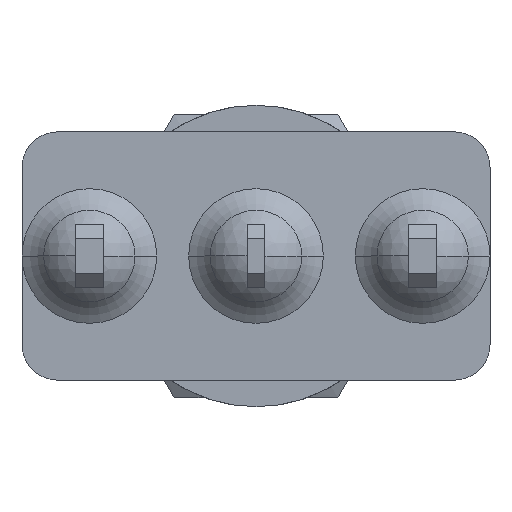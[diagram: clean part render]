
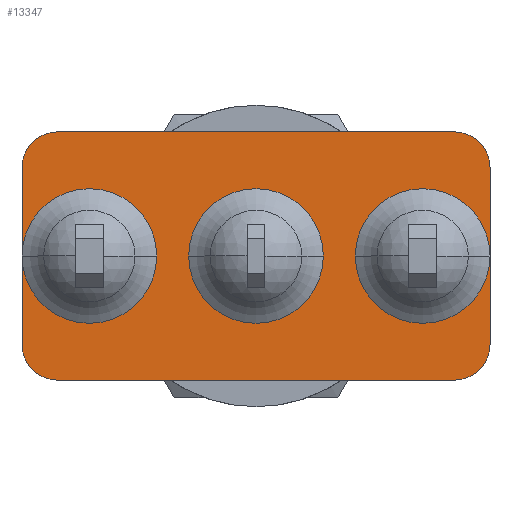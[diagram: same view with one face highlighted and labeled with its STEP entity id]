
A CAD part, front view. The second image highlights one B-rep face of the part: STEP entity #13347.
In plain terms, the highlighted planar face has unit normal (0, -1, 0).
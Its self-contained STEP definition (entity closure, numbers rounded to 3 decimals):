
#48 = CARTESIAN_POINT ( 'NONE',  ( -5.6, -12., -3.5 ) ) ;
#49 = CARTESIAN_POINT ( 'NONE',  ( 5.6, -12., -3.5 ) ) ;
#67 = CARTESIAN_POINT ( 'NONE',  ( 6.6, -12., 0. ) ) ;
#129 = CARTESIAN_POINT ( 'NONE',  ( 2.8, -12., 0. ) ) ;
#137 = CARTESIAN_POINT ( 'NONE',  ( -2.8, -12., 0. ) ) ;
#140 = CARTESIAN_POINT ( 'NONE',  ( -6.6, -12., 0. ) ) ;
#182 = CARTESIAN_POINT ( 'NONE',  ( 1.9, -12., 0. ) ) ;
#188 = CARTESIAN_POINT ( 'NONE',  ( -1.9, -12., 0. ) ) ;
#1799 = CARTESIAN_POINT ( 'NONE',  ( 5.6, -12., 3.5 ) ) ;
#1800 = CARTESIAN_POINT ( 'NONE',  ( 6.6, -12., 2.5 ) ) ;
#1803 = CARTESIAN_POINT ( 'NONE',  ( -5.6, -12., 3.5 ) ) ;
#1805 = CARTESIAN_POINT ( 'NONE',  ( -6.6, -12., 2.5 ) ) ;
#1809 = CARTESIAN_POINT ( 'NONE',  ( -6.6, -12., -2.5 ) ) ;
#1810 = CARTESIAN_POINT ( 'NONE',  ( 6.6, -12., -2.5 ) ) ;
#2544 = ORIENTED_EDGE ( 'NONE', *, *, #12521, .T. ) ;
#2545 = ORIENTED_EDGE ( 'NONE', *, *, #12432, .T. ) ;
#2546 = ORIENTED_EDGE ( 'NONE', *, *, #12522, .T. ) ;
#2547 = ORIENTED_EDGE ( 'NONE', *, *, #12444, .T. ) ;
#2548 = ORIENTED_EDGE ( 'NONE', *, *, #12518, .T. ) ;
#2549 = ORIENTED_EDGE ( 'NONE', *, *, #12519, .T. ) ;
#2550 = ORIENTED_EDGE ( 'NONE', *, *, #12517, .T. ) ;
#2551 = ORIENTED_EDGE ( 'NONE', *, *, #12520, .T. ) ;
#2552 = ORIENTED_EDGE ( 'NONE', *, *, #12523, .T. ) ;
#2553 = ORIENTED_EDGE ( 'NONE', *, *, #12524, .T. ) ;
#2554 = ORIENTED_EDGE ( 'NONE', *, *, #12525, .T. ) ;
#2555 = ORIENTED_EDGE ( 'NONE', *, *, #12436, .T. ) ;
#2556 = ORIENTED_EDGE ( 'NONE', *, *, #12527, .T. ) ;
#2557 = ORIENTED_EDGE ( 'NONE', *, *, #12529, .T. ) ;
#2558 = ORIENTED_EDGE ( 'NONE', *, *, #12526, .T. ) ;
#2559 = ORIENTED_EDGE ( 'NONE', *, *, #12528, .T. ) ;
#2668 = DIRECTION ( 'NONE',  ( -1., 0., 0. ) ) ;
#2669 = DIRECTION ( 'NONE',  ( 0., 1., 0. ) ) ;
#2671 = CARTESIAN_POINT ( 'NONE',  ( 4.7, -12., 0. ) ) ;
#2692 = DIRECTION ( 'NONE',  ( -1., 0., 0. ) ) ;
#2693 = DIRECTION ( 'NONE',  ( 0., 1., 0. ) ) ;
#2699 = CARTESIAN_POINT ( 'NONE',  ( -4.7, -12., 0. ) ) ;
#2704 = DIRECTION ( 'NONE',  ( -1., 0., 0. ) ) ;
#2705 = DIRECTION ( 'NONE',  ( 0., 1., 0. ) ) ;
#2714 = CARTESIAN_POINT ( 'NONE',  ( 0., -12., 0. ) ) ;
#4655 = VERTEX_POINT ( 'NONE', #188 ) ;
#4661 = VERTEX_POINT ( 'NONE', #182 ) ;
#4707 = VERTEX_POINT ( 'NONE', #140 ) ;
#4711 = VERTEX_POINT ( 'NONE', #137 ) ;
#4719 = VERTEX_POINT ( 'NONE', #129 ) ;
#4793 = VERTEX_POINT ( 'NONE', #67 ) ;
#4815 = VERTEX_POINT ( 'NONE', #49 ) ;
#4816 = VERTEX_POINT ( 'NONE', #48 ) ;
#4905 = VERTEX_POINT ( 'NONE', #1810 ) ;
#4906 = VERTEX_POINT ( 'NONE', #1809 ) ;
#4910 = VERTEX_POINT ( 'NONE', #1805 ) ;
#4912 = VERTEX_POINT ( 'NONE', #1803 ) ;
#4915 = VERTEX_POINT ( 'NONE', #1800 ) ;
#4916 = VERTEX_POINT ( 'NONE', #1799 ) ;
#6240 = DIRECTION ( 'NONE',  ( 0., 0., -1. ) ) ;
#6241 = DIRECTION ( 'NONE',  ( 0., -1., 0. ) ) ;
#6243 = DIRECTION ( 'NONE',  ( 0., 0., -1. ) ) ;
#6245 = DIRECTION ( 'NONE',  ( 0., -1., 0. ) ) ;
#6247 = DIRECTION ( 'NONE',  ( 0., 0., -1. ) ) ;
#6248 = CARTESIAN_POINT ( 'NONE',  ( -6.6, -12., 2.5 ) ) ;
#6251 = DIRECTION ( 'NONE',  ( 1., 0., 0. ) ) ;
#6252 = CARTESIAN_POINT ( 'NONE',  ( 5.6, -12., -3.5 ) ) ;
#6253 = DIRECTION ( 'NONE',  ( -1., 0., 0. ) ) ;
#6256 = DIRECTION ( 'NONE',  ( 0., 1., 0. ) ) ;
#6257 = CARTESIAN_POINT ( 'NONE',  ( -5.6, -12., -2.5 ) ) ;
#6258 = DIRECTION ( 'NONE',  ( 0., 0., -1. ) ) ;
#6260 = CARTESIAN_POINT ( 'NONE',  ( -6.6, -12., 2.5 ) ) ;
#6261 = DIRECTION ( 'NONE',  ( 0., 0., -1. ) ) ;
#6262 = DIRECTION ( 'NONE',  ( 0., -1., 0. ) ) ;
#6265 = CARTESIAN_POINT ( 'NONE',  ( 5.6, -12., -2.5 ) ) ;
#6266 = DIRECTION ( 'NONE',  ( 0., 0., 1. ) ) ;
#6267 = CARTESIAN_POINT ( 'NONE',  ( 6.6, -12., 2.5 ) ) ;
#6268 = DIRECTION ( 'NONE',  ( -1., 0., 0. ) ) ;
#6269 = DIRECTION ( 'NONE',  ( 0., 1., 0. ) ) ;
#6270 = CARTESIAN_POINT ( 'NONE',  ( -4.7, -12., 0. ) ) ;
#6271 = DIRECTION ( 'NONE',  ( -1., 0., 0. ) ) ;
#6272 = CARTESIAN_POINT ( 'NONE',  ( 5.6, -12., 3.5 ) ) ;
#6274 = DIRECTION ( 'NONE',  ( 0., 0., 1. ) ) ;
#6275 = CARTESIAN_POINT ( 'NONE',  ( 6.6, -12., 2.5 ) ) ;
#6276 = DIRECTION ( 'NONE',  ( -1., 0., 0. ) ) ;
#6277 = DIRECTION ( 'NONE',  ( 0., 1., 0. ) ) ;
#6280 = CARTESIAN_POINT ( 'NONE',  ( -5.6, -12., 2.5 ) ) ;
#6281 = DIRECTION ( 'NONE',  ( 0., 0., 1. ) ) ;
#6282 = DIRECTION ( 'NONE',  ( 0., -1., 0. ) ) ;
#6283 = CARTESIAN_POINT ( 'NONE',  ( 0., -12., 0. ) ) ;
#6285 = CARTESIAN_POINT ( 'NONE',  ( 5.6, -12., 2.5 ) ) ;
#6304 = CARTESIAN_POINT ( 'NONE',  ( 4.7, -12., 0. ) ) ;
#6500 = EDGE_LOOP ( 'NONE', ( #2546, #2547, #2548, #2549, #2550, #2551, #2552, #2553, #2554, #2555, #2556, #2557, #2558, #2559 ) ) ;
#6613 = EDGE_LOOP ( 'NONE', ( #2544, #2545 ) ) ;
#8446 = FACE_BOUND ( 'NONE', #6613, .T. ) ;
#8450 = FACE_OUTER_BOUND ( 'NONE', #6500, .T. ) ;
#11297 = CIRCLE ( 'NONE', #13141, 1.9 ) ;
#11302 = CIRCLE ( 'NONE', #13145, 1.9 ) ;
#11313 = CIRCLE ( 'NONE', #13151, 1.9 ) ;
#11361 = LINE ( 'NONE', #6267, #11378 ) ;
#11366 = LINE ( 'NONE', #6275, #11376 ) ;
#11374 = LINE ( 'NONE', #6260, #11383 ) ;
#11376 = VECTOR ( 'NONE', #6274, 1000. ) ;
#11377 = CIRCLE ( 'NONE', #13187, 1. ) ;
#11378 = VECTOR ( 'NONE', #6266, 1000. ) ;
#11379 = CIRCLE ( 'NONE', #13188, 1.9 ) ;
#11380 = LINE ( 'NONE', #6272, #11381 ) ;
#11381 = VECTOR ( 'NONE', #6271, 1000. ) ;
#11382 = LINE ( 'NONE', #6252, #11385 ) ;
#11383 = VECTOR ( 'NONE', #6258, 1000. ) ;
#11384 = CIRCLE ( 'NONE', #13189, 1.9 ) ;
#11385 = VECTOR ( 'NONE', #6251, 1000. ) ;
#11386 = CIRCLE ( 'NONE', #13191, 1. ) ;
#12432 = EDGE_CURVE ( 'NONE', #4661, #4655, #11297, .T. ) ;
#12436 = EDGE_CURVE ( 'NONE', #4711, #4707, #11302, .T. ) ;
#12444 = EDGE_CURVE ( 'NONE', #4793, #4719, #11313, .T. ) ;
#12517 = EDGE_CURVE ( 'NONE', #4915, #4916, #11377, .T. ) ;
#12518 = EDGE_CURVE ( 'NONE', #4719, #4793, #11379, .T. ) ;
#12519 = EDGE_CURVE ( 'NONE', #4793, #4915, #11366, .T. ) ;
#12520 = EDGE_CURVE ( 'NONE', #4916, #4912, #11380, .T. ) ;
#12521 = EDGE_CURVE ( 'NONE', #4655, #4661, #11384, .T. ) ;
#12522 = EDGE_CURVE ( 'NONE', #4905, #4793, #11361, .T. ) ;
#12523 = EDGE_CURVE ( 'NONE', #4912, #4910, #11386, .T. ) ;
#12524 = EDGE_CURVE ( 'NONE', #4910, #4707, #11374, .T. ) ;
#12525 = EDGE_CURVE ( 'NONE', #4707, #4711, #13475, .T. ) ;
#12526 = EDGE_CURVE ( 'NONE', #4816, #4815, #11382, .T. ) ;
#12527 = EDGE_CURVE ( 'NONE', #4707, #4906, #13477, .T. ) ;
#12528 = EDGE_CURVE ( 'NONE', #4815, #4905, #13481, .T. ) ;
#12529 = EDGE_CURVE ( 'NONE', #4906, #4816, #13483, .T. ) ;
#13141 = AXIS2_PLACEMENT_3D ( 'NONE', #2714, #2705, #2704 ) ;
#13145 = AXIS2_PLACEMENT_3D ( 'NONE', #2699, #2693, #2692 ) ;
#13151 = AXIS2_PLACEMENT_3D ( 'NONE', #2671, #2669, #2668 ) ;
#13187 = AXIS2_PLACEMENT_3D ( 'NONE', #6285, #6282, #6281 ) ;
#13188 = AXIS2_PLACEMENT_3D ( 'NONE', #6304, #6277, #6276 ) ;
#13189 = AXIS2_PLACEMENT_3D ( 'NONE', #6283, #6269, #6268 ) ;
#13190 = AXIS2_PLACEMENT_3D ( 'NONE', #6265, #6245, #6243 ) ;
#13191 = AXIS2_PLACEMENT_3D ( 'NONE', #6280, #6262, #6261 ) ;
#13192 = AXIS2_PLACEMENT_3D ( 'NONE', #6270, #6256, #6253 ) ;
#13193 = AXIS2_PLACEMENT_3D ( 'NONE', #6257, #6241, #6240 ) ;
#13347 = ADVANCED_FACE ( 'NONE', ( #8446, #8450 ), #19653, .F. ) ;
#13475 = CIRCLE ( 'NONE', #13192, 1.9 ) ;
#13477 = LINE ( 'NONE', #6248, #13478 ) ;
#13478 = VECTOR ( 'NONE', #6247, 1000. ) ;
#13481 = CIRCLE ( 'NONE', #13190, 1. ) ;
#13483 = CIRCLE ( 'NONE', #13193, 1. ) ;
#19646 = DIRECTION ( 'NONE',  ( 0., 0., 1. ) ) ;
#19647 = DIRECTION ( 'NONE',  ( 0., 1., 0. ) ) ;
#19652 = CARTESIAN_POINT ( 'NONE',  ( 5.6, -12., 2.5 ) ) ;
#19653 = PLANE ( 'NONE',  #20270 ) ;
#20270 = AXIS2_PLACEMENT_3D ( 'NONE', #19652, #19647, #19646 ) ;
